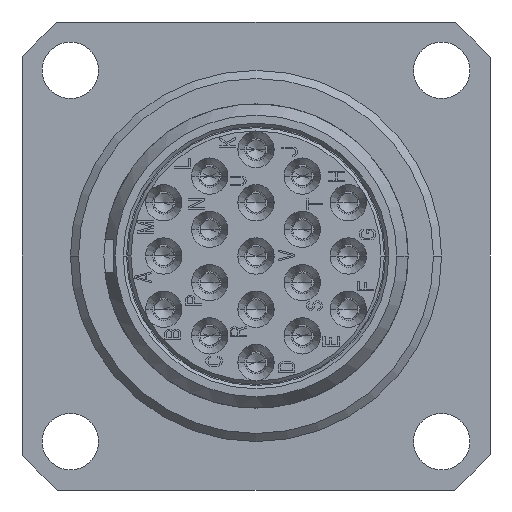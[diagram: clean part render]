
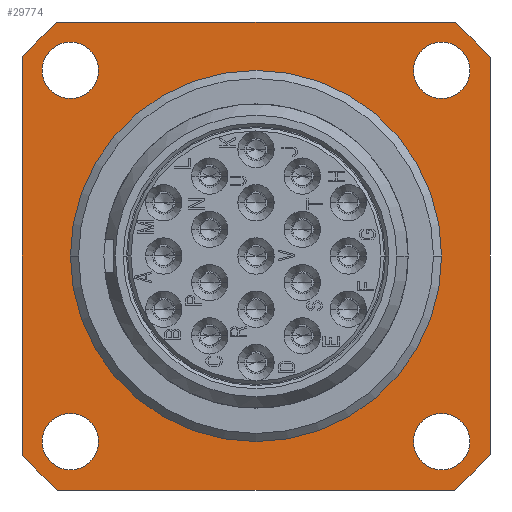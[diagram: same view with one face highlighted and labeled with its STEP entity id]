
A CAD part, left-side view. The second image highlights one B-rep face of the part: STEP entity #29774.
In plain terms, the highlighted planar face has unit normal (-1, 0, 0).
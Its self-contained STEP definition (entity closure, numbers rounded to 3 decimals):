
#342=CARTESIAN_POINT('',(-0.5,0.,0.));
#343=DIRECTION('',(1.,0.,0.));
#344=DIRECTION('',(0.,1.,0.));
#345=AXIS2_PLACEMENT_3D('',#342,#343,#344);
#355=CARTESIAN_POINT('',(-0.5,0.,0.));
#356=DIRECTION('',(1.,0.,0.));
#357=DIRECTION('',(0.,-1.,0.));
#358=AXIS2_PLACEMENT_3D('',#355,#356,#357);
#360=DIRECTION('',(0.,1.,0.));
#361=VECTOR('',#360,24.556);
#362=CARTESIAN_POINT('',(-0.5,-12.278,14.5));
#363=LINE('2381',#362,#361);
#364=CARTESIAN_POINT('',(-0.5,0.,0.));
#365=DIRECTION('',(1.,0.,0.));
#366=DIRECTION('',(0.,-0.646,0.763));
#367=AXIS2_PLACEMENT_3D('',#364,#365,#366);
#369=DIRECTION('',(0.,0.,1.));
#370=VECTOR('',#369,24.556);
#371=CARTESIAN_POINT('',(-0.5,-14.5,-12.278));
#372=LINE('2382',#371,#370);
#373=CARTESIAN_POINT('',(-0.5,0.,0.));
#374=DIRECTION('',(1.,0.,0.));
#375=DIRECTION('',(0.,-0.763,-0.646));
#376=AXIS2_PLACEMENT_3D('',#373,#374,#375);
#378=DIRECTION('',(0.,-1.,0.));
#379=VECTOR('',#378,24.556);
#380=CARTESIAN_POINT('',(-0.5,12.278,-14.5));
#381=LINE('2383',#380,#379);
#382=CARTESIAN_POINT('',(-0.5,0.,0.));
#383=DIRECTION('',(1.,0.,0.));
#384=DIRECTION('',(0.,0.646,-0.763));
#385=AXIS2_PLACEMENT_3D('',#382,#383,#384);
#387=DIRECTION('',(0.,0.,-1.));
#388=VECTOR('',#387,24.556);
#389=CARTESIAN_POINT('',(-0.5,14.5,12.278));
#390=LINE('2384',#389,#388);
#391=CARTESIAN_POINT('',(-0.5,0.,0.));
#392=DIRECTION('',(1.,0.,0.));
#393=DIRECTION('',(0.,0.763,0.646));
#394=AXIS2_PLACEMENT_3D('',#391,#392,#393);
#396=CARTESIAN_POINT('',(-0.5,11.5,-11.5));
#397=DIRECTION('',(-1.,0.,0.));
#398=DIRECTION('',(0.,0.,-1.));
#399=AXIS2_PLACEMENT_3D('',#396,#397,#398);
#401=CARTESIAN_POINT('',(-0.5,11.5,-11.5));
#402=DIRECTION('',(-1.,0.,0.));
#403=DIRECTION('',(0.,0.,1.));
#404=AXIS2_PLACEMENT_3D('',#401,#402,#403);
#406=CARTESIAN_POINT('',(-0.5,11.5,11.5));
#407=DIRECTION('',(-1.,0.,0.));
#408=DIRECTION('',(0.,0.,-1.));
#409=AXIS2_PLACEMENT_3D('',#406,#407,#408);
#411=CARTESIAN_POINT('',(-0.5,11.5,11.5));
#412=DIRECTION('',(-1.,0.,0.));
#413=DIRECTION('',(0.,0.,1.));
#414=AXIS2_PLACEMENT_3D('',#411,#412,#413);
#416=CARTESIAN_POINT('',(-0.5,-11.5,-11.5));
#417=DIRECTION('',(-1.,0.,0.));
#418=DIRECTION('',(0.,0.,-1.));
#419=AXIS2_PLACEMENT_3D('',#416,#417,#418);
#421=CARTESIAN_POINT('',(-0.5,-11.5,-11.5));
#422=DIRECTION('',(-1.,0.,0.));
#423=DIRECTION('',(0.,0.,1.));
#424=AXIS2_PLACEMENT_3D('',#421,#422,#423);
#426=CARTESIAN_POINT('',(-0.5,-11.5,11.5));
#427=DIRECTION('',(-1.,0.,0.));
#428=DIRECTION('',(0.,0.,-1.));
#429=AXIS2_PLACEMENT_3D('',#426,#427,#428);
#431=CARTESIAN_POINT('',(-0.5,-11.5,11.5));
#432=DIRECTION('',(-1.,0.,0.));
#433=DIRECTION('',(0.,0.,1.));
#434=AXIS2_PLACEMENT_3D('',#431,#432,#433);
#23263=CARTESIAN_POINT('',(-0.5,11.5,0.));
#23264=VERTEX_POINT('',#23263);
#23265=CARTESIAN_POINT('',(-0.5,-11.5,0.));
#23266=VERTEX_POINT('',#23265);
#23283=CARTESIAN_POINT('',(-0.5,11.5,-13.25));
#23284=CARTESIAN_POINT('',(-0.5,11.5,-9.75));
#23285=VERTEX_POINT('',#23283);
#23286=VERTEX_POINT('',#23284);
#23287=CARTESIAN_POINT('',(-0.5,11.5,9.75));
#23288=CARTESIAN_POINT('',(-0.5,11.5,13.25));
#23289=VERTEX_POINT('',#23287);
#23290=VERTEX_POINT('',#23288);
#23291=CARTESIAN_POINT('',(-0.5,-11.5,-13.25));
#23292=CARTESIAN_POINT('',(-0.5,-11.5,-9.75));
#23293=VERTEX_POINT('',#23291);
#23294=VERTEX_POINT('',#23292);
#23295=CARTESIAN_POINT('',(-0.5,-11.5,9.75));
#23296=CARTESIAN_POINT('',(-0.5,-11.5,13.25));
#23297=VERTEX_POINT('',#23295);
#23298=VERTEX_POINT('',#23296);
#23399=CARTESIAN_POINT('',(-0.5,-12.278,14.5));
#23400=CARTESIAN_POINT('',(-0.5,12.278,14.5));
#23401=VERTEX_POINT('',#23399);
#23402=VERTEX_POINT('',#23400);
#23403=CARTESIAN_POINT('',(-0.5,-14.5,-12.278));
#23404=CARTESIAN_POINT('',(-0.5,-14.5,12.278));
#23405=VERTEX_POINT('',#23403);
#23406=VERTEX_POINT('',#23404);
#23407=CARTESIAN_POINT('',(-0.5,12.278,-14.5));
#23408=CARTESIAN_POINT('',(-0.5,-12.278,-14.5));
#23409=VERTEX_POINT('',#23407);
#23410=VERTEX_POINT('',#23408);
#23411=CARTESIAN_POINT('',(-0.5,14.5,12.278));
#23412=CARTESIAN_POINT('',(-0.5,14.5,-12.278));
#23413=VERTEX_POINT('',#23411);
#23414=VERTEX_POINT('',#23412);
#29723=CARTESIAN_POINT('',(-0.5,0.,0.));
#29724=DIRECTION('',(1.,0.,0.));
#29725=DIRECTION('',(0.,0.,-1.));
#29726=AXIS2_PLACEMENT_3D('',#29723,#29724,#29725);
#29727=PLANE('289',#29726);
#29729=ORIENTED_EDGE('2381',*,*,#29728,.F.);
#29731=ORIENTED_EDGE('2433',*,*,#29730,.T.);
#29733=ORIENTED_EDGE('2382',*,*,#29732,.F.);
#29735=ORIENTED_EDGE('2432',*,*,#29734,.T.);
#29737=ORIENTED_EDGE('2383',*,*,#29736,.F.);
#29739=ORIENTED_EDGE('2431',*,*,#29738,.T.);
#29741=ORIENTED_EDGE('2384',*,*,#29740,.F.);
#29743=ORIENTED_EDGE('2420',*,*,#29742,.T.);
#29744=EDGE_LOOP('289',(#29729,#29731,#29733,#29735,#29737,#29739,#29741,
#29743));
#29745=FACE_OUTER_BOUND('289',#29744,.F.);
#29747=ORIENTED_EDGE('2279',*,*,#29746,.T.);
#29749=ORIENTED_EDGE('2280',*,*,#29748,.T.);
#29750=EDGE_LOOP('289',(#29747,#29749));
#29751=FACE_BOUND('289',#29750,.F.);
#29753=ORIENTED_EDGE('2281',*,*,#29752,.T.);
#29755=ORIENTED_EDGE('2282',*,*,#29754,.T.);
#29756=EDGE_LOOP('289',(#29753,#29755));
#29757=FACE_BOUND('289',#29756,.F.);
#29759=ORIENTED_EDGE('2283',*,*,#29758,.T.);
#29761=ORIENTED_EDGE('2284',*,*,#29760,.T.);
#29762=EDGE_LOOP('289',(#29759,#29761));
#29763=FACE_BOUND('289',#29762,.F.);
#29765=ORIENTED_EDGE('2285',*,*,#29764,.T.);
#29767=ORIENTED_EDGE('2286',*,*,#29766,.T.);
#29768=EDGE_LOOP('289',(#29765,#29767));
#29769=FACE_BOUND('289',#29768,.F.);
#29770=ORIENTED_EDGE('2269',*,*,#29688,.F.);
#29771=ORIENTED_EDGE('2270',*,*,#29711,.F.);
#29772=EDGE_LOOP('289',(#29770,#29771));
#29773=FACE_BOUND('289',#29772,.F.);
#346=CIRCLE('2269',#345,11.5);
#359=CIRCLE('2270',#358,11.5);
#368=CIRCLE('2433',#367,19.);
#377=CIRCLE('2432',#376,19.);
#386=CIRCLE('2431',#385,19.);
#395=CIRCLE('2420',#394,19.);
#400=CIRCLE('2279',#399,1.75);
#405=CIRCLE('2280',#404,1.75);
#410=CIRCLE('2281',#409,1.75);
#415=CIRCLE('2282',#414,1.75);
#420=CIRCLE('2283',#419,1.75);
#425=CIRCLE('2284',#424,1.75);
#430=CIRCLE('2285',#429,1.75);
#435=CIRCLE('2286',#434,1.75);
#29688=EDGE_CURVE('2269',#23264,#23266,#346,.T.);
#29711=EDGE_CURVE('2270',#23266,#23264,#359,.T.);
#29728=EDGE_CURVE('2381',#23401,#23402,#363,.T.);
#29730=EDGE_CURVE('2433',#23401,#23406,#368,.T.);
#29732=EDGE_CURVE('2382',#23405,#23406,#372,.T.);
#29734=EDGE_CURVE('2432',#23405,#23410,#377,.T.);
#29736=EDGE_CURVE('2383',#23409,#23410,#381,.T.);
#29738=EDGE_CURVE('2431',#23409,#23414,#386,.T.);
#29740=EDGE_CURVE('2384',#23413,#23414,#390,.T.);
#29742=EDGE_CURVE('2420',#23413,#23402,#395,.T.);
#29746=EDGE_CURVE('2279',#23285,#23286,#400,.T.);
#29748=EDGE_CURVE('2280',#23286,#23285,#405,.T.);
#29752=EDGE_CURVE('2281',#23289,#23290,#410,.T.);
#29754=EDGE_CURVE('2282',#23290,#23289,#415,.T.);
#29758=EDGE_CURVE('2283',#23293,#23294,#420,.T.);
#29760=EDGE_CURVE('2284',#23294,#23293,#425,.T.);
#29764=EDGE_CURVE('2285',#23297,#23298,#430,.T.);
#29766=EDGE_CURVE('2286',#23298,#23297,#435,.T.);
#29774=ADVANCED_FACE('289',(#29745,#29751,#29757,#29763,#29769,#29773),#29727,
.F.);
